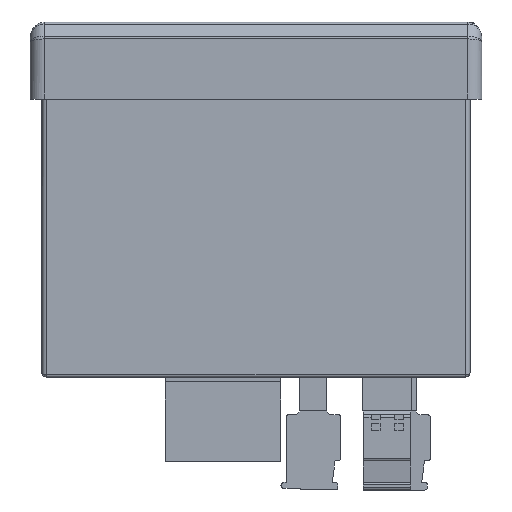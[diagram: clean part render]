
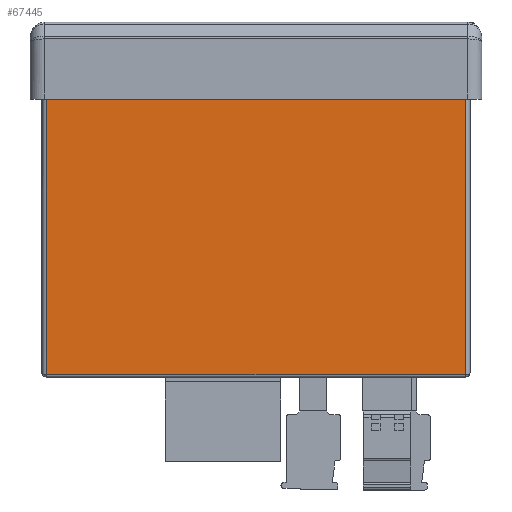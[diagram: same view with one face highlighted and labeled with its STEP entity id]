
A CAD part, front view. The second image highlights one B-rep face of the part: STEP entity #67445.
In plain terms, the highlighted planar face has unit normal (0, -1, 0).
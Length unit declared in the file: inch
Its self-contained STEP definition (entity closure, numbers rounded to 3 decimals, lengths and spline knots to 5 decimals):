
#3219 = LINE ( 'NONE', #64050, #6637 ) ;
#3458 = CARTESIAN_POINT ( 'NONE',  ( -1.71768, -1.22935, -0.51181 ) ) ;
#4490 = DIRECTION ( 'NONE',  ( -1., 0., 0. ) ) ;
#4516 = VECTOR ( 'NONE', #4490, 39.37008 ) ;
#5091 = CARTESIAN_POINT ( 'NONE',  ( 1.82563, -1.22935, -0.51181 ) ) ;
#6637 = VECTOR ( 'NONE', #52467, 39.37008 ) ;
#10405 = VERTEX_POINT ( 'NONE', #45400 ) ;
#11377 = ORIENTED_EDGE ( 'NONE', *, *, #46014, .F. ) ;
#13228 = VERTEX_POINT ( 'NONE', #25060 ) ;
#17875 = EDGE_CURVE ( 'NONE', #43651, #10405, #68130, .T. ) ;
#18610 = DIRECTION ( 'NONE',  ( 0., 0., 1. ) ) ;
#20955 = DIRECTION ( 'NONE',  ( 1., 0., 0. ) ) ;
#25060 = CARTESIAN_POINT ( 'NONE',  ( 1.78626, -1.22935, -0.51181 ) ) ;
#28014 = CARTESIAN_POINT ( 'NONE',  ( 1.82563, -1.22935, -2.83858 ) ) ;
#31510 = CARTESIAN_POINT ( 'NONE',  ( 1.78626, -1.22935, -2.8189 ) ) ;
#33722 = VERTEX_POINT ( 'NONE', #3458 ) ;
#35203 = LINE ( 'NONE', #5091, #59037 ) ;
#38278 = DIRECTION ( 'NONE',  ( 0., 1., 0. ) ) ;
#43651 = VERTEX_POINT ( 'NONE', #31510 ) ;
#45400 = CARTESIAN_POINT ( 'NONE',  ( -1.71768, -1.22935, -2.8189 ) ) ;
#46014 = EDGE_CURVE ( 'NONE', #10405, #33722, #3219, .T. ) ;
#47246 = CARTESIAN_POINT ( 'NONE',  ( 1.78626, -1.22935, -2.83858 ) ) ;
#47927 = CARTESIAN_POINT ( 'NONE',  ( 1.82563, -1.22935, -2.8189 ) ) ;
#48482 = EDGE_CURVE ( 'NONE', #33722, #13228, #35203, .T. ) ;
#48552 = PLANE ( 'NONE',  #59711 ) ;
#52467 = DIRECTION ( 'NONE',  ( 0., 0., 1. ) ) ;
#53871 = DIRECTION ( 'NONE',  ( 0., 0., -1. ) ) ;
#55006 = EDGE_CURVE ( 'NONE', #13228, #43651, #59934, .T. ) ;
#57790 = ORIENTED_EDGE ( 'NONE', *, *, #55006, .F. ) ;
#59037 = VECTOR ( 'NONE', #20955, 39.37008 ) ;
#59711 = AXIS2_PLACEMENT_3D ( 'NONE', #28014, #38278, #18610 ) ;
#59869 = EDGE_LOOP ( 'NONE', ( #57790, #60388, #11377, #64390 ) ) ;
#59934 = LINE ( 'NONE', #47246, #70111 ) ;
#60388 = ORIENTED_EDGE ( 'NONE', *, *, #48482, .F. ) ;
#64050 = CARTESIAN_POINT ( 'NONE',  ( -1.71768, -1.22935, -2.83858 ) ) ;
#64390 = ORIENTED_EDGE ( 'NONE', *, *, #17875, .F. ) ;
#66106 = FACE_OUTER_BOUND ( 'NONE', #59869, .T. ) ;
#67445 = ADVANCED_FACE ( 'NONE', ( #66106 ), #48552, .F. ) ;
#68130 = LINE ( 'NONE', #47927, #4516 ) ;
#70111 = VECTOR ( 'NONE', #53871, 39.37008 ) ;
